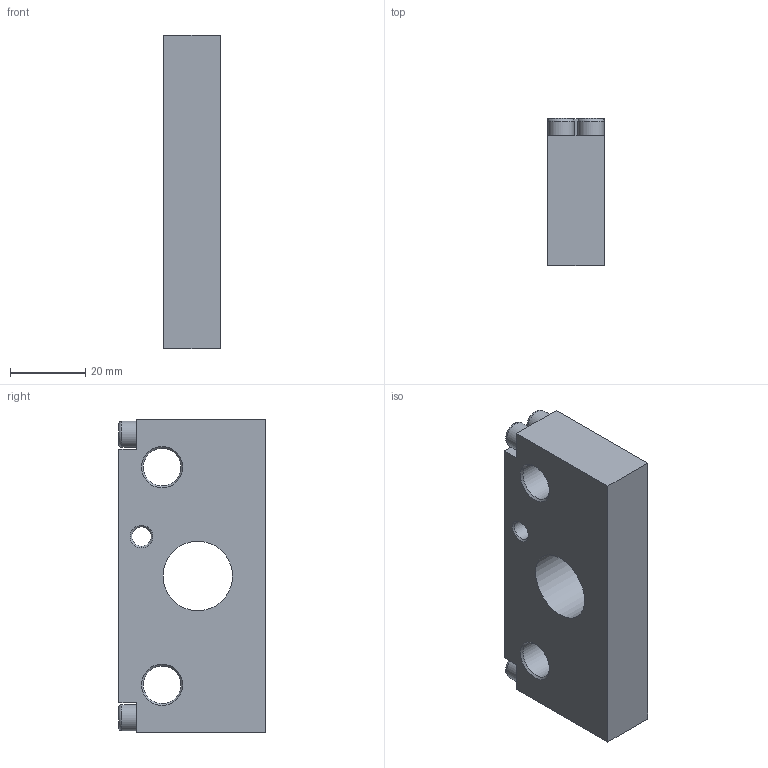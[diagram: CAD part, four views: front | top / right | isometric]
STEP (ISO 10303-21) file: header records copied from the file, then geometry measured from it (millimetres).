
FILE_DESCRIPTION(/* description */ ('STEP AP214'),/* implementation_level */ '2;1');
FILE_NAME(/* name */ '119528_SLM-16-KF-A',/* time_stamp */ '2024-09-15T07:17:11+02:00',/* author */ ('License CC BY-ND 4.0'),/* organization */ ('CADENAS'),/* preprocessor_version */ 'ST-DEVELOPER v19.3',/* originating_system */ 'PARTsolutions',/* authorisation */ ' ');
FILE_SCHEMA (('AUTOMOTIVE_DESIGN {1 0 10303 214 3 1 1}'));
Length unit declared in the file: millimetre
Products named in the file (1): 119528 SLM-16-KF-A
Bounding box: 15 x 39.07 x 83.5 mm (x, y, z)
Volume: 41677.1 mm3; surface area: 11601.1 mm2
Topology: 1 solids, 1 shells, 60 faces, 148 edges, 94 vertices
Faces by surface type: plane 42, cylinder 8, cone 6, torus 4
Full cylindrical faces by diameter (mm): 5.188 x1, 7 x4, 10 x2, 18.5 x1
Entity records: 1666 total; most frequent: CARTESIAN_POINT 277, DIRECTION 274, ORIENTED_EDGE 252, EDGE_CURVE 126, LINE 100, VECTOR 100, VERTEX_POINT 90, EDGE_LOOP 90
